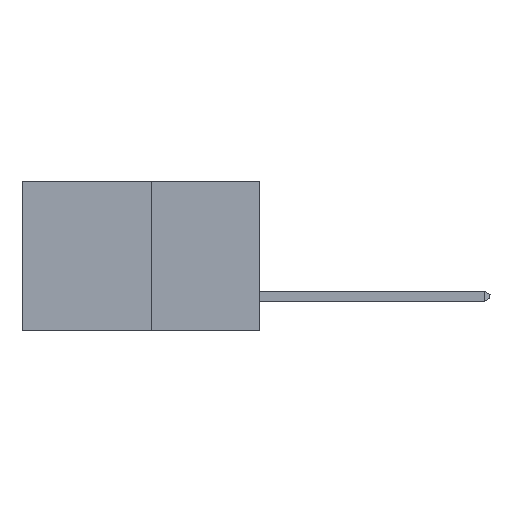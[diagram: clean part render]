
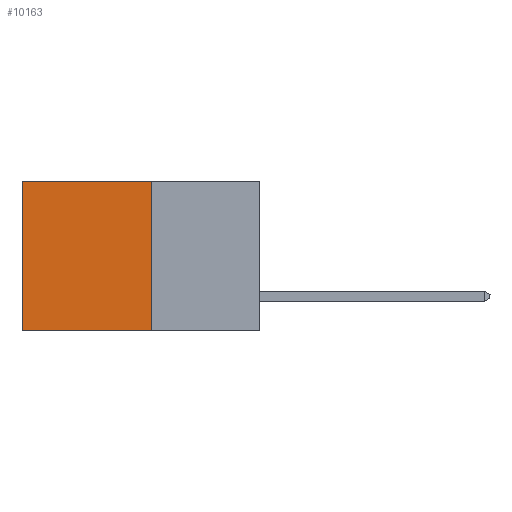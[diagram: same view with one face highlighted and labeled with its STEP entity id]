
A CAD part, left-side view. The second image highlights one B-rep face of the part: STEP entity #10163.
In plain terms, the highlighted planar face has unit normal (-1, 0, 0).
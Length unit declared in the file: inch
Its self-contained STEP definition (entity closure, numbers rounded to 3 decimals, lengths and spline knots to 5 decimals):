
#504 = LINE ( 'NONE', #26587, #6414 ) ;
#2265 = VERTEX_POINT ( 'NONE', #7501 ) ;
#2669 = EDGE_LOOP ( 'NONE', ( #13645, #31013, #13660, #18886 ) ) ;
#3739 = DIRECTION ( 'NONE',  ( 1., 0., 0. ) ) ;
#3896 = VECTOR ( 'NONE', #19457, 39.37008 ) ;
#4253 = CARTESIAN_POINT ( 'NONE',  ( 0.277, 0.59, 0. ) ) ;
#5035 = CARTESIAN_POINT ( 'NONE',  ( 0.277, 0.27, -0.37 ) ) ;
#5558 = EDGE_CURVE ( 'NONE', #2265, #6653, #11201, .T. ) ;
#6414 = VECTOR ( 'NONE', #24169, 39.37008 ) ;
#6556 = CARTESIAN_POINT ( 'NONE',  ( 0.277, 0.27, 0. ) ) ;
#6653 = VERTEX_POINT ( 'NONE', #4253 ) ;
#7501 = CARTESIAN_POINT ( 'NONE',  ( 0.277, 0.27, 0. ) ) ;
#9132 = DIRECTION ( 'NONE',  ( 0., 1., 0. ) ) ;
#10163 = ADVANCED_FACE ( 'NONE', ( #22640 ), #18876, .F. ) ;
#10354 = CARTESIAN_POINT ( 'NONE',  ( 0.277, 0.59, -0.37 ) ) ;
#11201 = LINE ( 'NONE', #6556, #30380 ) ;
#13645 = ORIENTED_EDGE ( 'NONE', *, *, #15191, .T. ) ;
#13660 = ORIENTED_EDGE ( 'NONE', *, *, #24197, .F. ) ;
#15109 = VECTOR ( 'NONE', #28248, 39.37008 ) ;
#15191 = EDGE_CURVE ( 'NONE', #6653, #31234, #29164, .T. ) ;
#15585 = VERTEX_POINT ( 'NONE', #5035 ) ;
#18305 = CARTESIAN_POINT ( 'NONE',  ( 0.277, 0.59, -0.37 ) ) ;
#18876 = PLANE ( 'NONE',  #30138 ) ;
#18886 = ORIENTED_EDGE ( 'NONE', *, *, #5558, .T. ) ;
#19457 = DIRECTION ( 'NONE',  ( 0., 1., 0. ) ) ;
#19595 = EDGE_CURVE ( 'NONE', #15585, #31234, #30656, .T. ) ;
#21379 = DIRECTION ( 'NONE',  ( 0., 0., -1. ) ) ;
#22640 = FACE_OUTER_BOUND ( 'NONE', #2669, .T. ) ;
#24169 = DIRECTION ( 'NONE',  ( 0., 0., -1. ) ) ;
#24197 = EDGE_CURVE ( 'NONE', #2265, #15585, #504, .T. ) ;
#26587 = CARTESIAN_POINT ( 'NONE',  ( 0.277, 0.27, -0.37 ) ) ;
#28248 = DIRECTION ( 'NONE',  ( 0., 0., -1. ) ) ;
#29164 = LINE ( 'NONE', #18305, #15109 ) ;
#30138 = AXIS2_PLACEMENT_3D ( 'NONE', #31318, #3739, #21379 ) ;
#30380 = VECTOR ( 'NONE', #9132, 39.37008 ) ;
#30656 = LINE ( 'NONE', #31870, #3896 ) ;
#31013 = ORIENTED_EDGE ( 'NONE', *, *, #19595, .F. ) ;
#31234 = VERTEX_POINT ( 'NONE', #10354 ) ;
#31318 = CARTESIAN_POINT ( 'NONE',  ( 0.277, 0.27, -0.37 ) ) ;
#31870 = CARTESIAN_POINT ( 'NONE',  ( 0.277, 0.27, -0.37 ) ) ;
